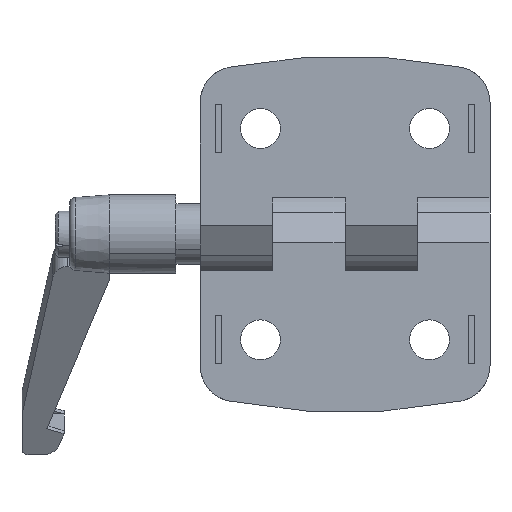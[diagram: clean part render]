
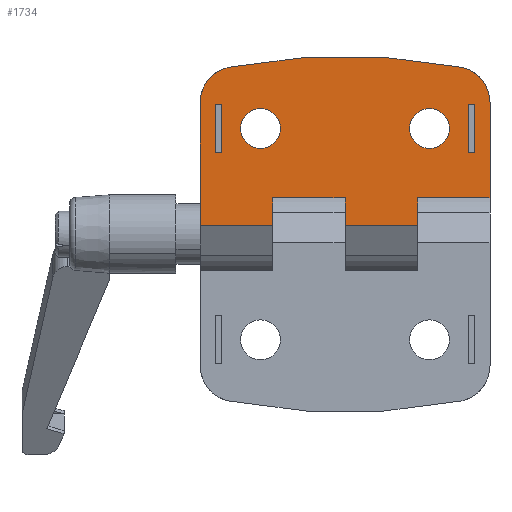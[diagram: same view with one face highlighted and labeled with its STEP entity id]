
A CAD part, left-side view. The second image highlights one B-rep face of the part: STEP entity #1734.
In plain terms, the highlighted planar face has unit normal (-1, 0, 0).
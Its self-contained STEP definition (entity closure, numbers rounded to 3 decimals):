
#537=CARTESIAN_POINT('',(0.,14.,17.5));
#538=DIRECTION('',(-1.,0.,0.));
#539=DIRECTION('',(0.,1.,0.));
#540=AXIS2_PLACEMENT_3D('',#537,#538,#539);
#545=CARTESIAN_POINT('',(0.,14.,17.5));
#546=DIRECTION('',(-1.,0.,0.));
#547=DIRECTION('',(0.,-1.,0.));
#548=AXIS2_PLACEMENT_3D('',#545,#546,#547);
#553=CARTESIAN_POINT('',(0.,-14.,17.5));
#554=DIRECTION('',(1.,0.,0.));
#555=DIRECTION('',(0.,-1.,0.));
#556=AXIS2_PLACEMENT_3D('',#553,#554,#555);
#561=CARTESIAN_POINT('',(0.,-14.,17.5));
#562=DIRECTION('',(1.,0.,0.));
#563=DIRECTION('',(0.,1.,0.));
#564=AXIS2_PLACEMENT_3D('',#561,#562,#563);
#569=DIRECTION('',(0.,0.,1.));
#570=VECTOR('',#569,4.585);
#571=CARTESIAN_POINT('',(0.,0.,1.415));
#572=LINE('',#571,#570);
#576=DIRECTION('',(0.,1.,0.));
#577=VECTOR('',#576,12.);
#578=CARTESIAN_POINT('',(0.,0.,6.));
#579=LINE('',#578,#577);
#583=DIRECTION('',(0.,0.,1.));
#584=VECTOR('',#583,4.585);
#585=CARTESIAN_POINT('',(0.,12.,1.415));
#586=LINE('',#585,#584);
#590=DIRECTION('',(0.,1.,0.));
#591=VECTOR('',#590,12.);
#592=CARTESIAN_POINT('',(0.,12.,1.415));
#593=LINE('',#592,#591);
#597=DIRECTION('',(0.,0.,1.));
#598=VECTOR('',#597,20.345);
#599=CARTESIAN_POINT('',(0.,24.,1.415));
#600=LINE('',#599,#598);
#604=CARTESIAN_POINT('',(0.,18.,21.761));
#605=DIRECTION('',(1.,0.,0.));
#606=DIRECTION('',(0.,1.,0.));
#607=AXIS2_PLACEMENT_3D('',#604,#605,#606);
#612=CARTESIAN_POINT('',(0.,0.,-70.5));
#613=DIRECTION('',(1.,0.,0.));
#614=DIRECTION('',(0.,0.191,0.981));
#615=AXIS2_PLACEMENT_3D('',#612,#613,#614);
#620=CARTESIAN_POINT('',(0.,-18.,21.761));
#621=DIRECTION('',(1.,0.,0.));
#622=DIRECTION('',(0.,-0.191,0.981));
#623=AXIS2_PLACEMENT_3D('',#620,#621,#622);
#628=DIRECTION('',(0.,0.,-1.));
#629=VECTOR('',#628,15.761);
#630=CARTESIAN_POINT('',(0.,-24.,21.761));
#631=LINE('',#630,#629);
#635=DIRECTION('',(0.,1.,0.));
#636=VECTOR('',#635,12.);
#637=CARTESIAN_POINT('',(0.,-24.,6.));
#638=LINE('',#637,#636);
#642=DIRECTION('',(0.,0.,1.));
#643=VECTOR('',#642,4.585);
#644=CARTESIAN_POINT('',(0.,-12.,1.415));
#645=LINE('',#644,#643);
#649=DIRECTION('',(0.,1.,0.));
#650=VECTOR('',#649,12.);
#651=CARTESIAN_POINT('',(0.,-12.,1.415));
#652=LINE('',#651,#650);
#656=DIRECTION('',(0.,0.,-1.));
#657=VECTOR('',#656,8.);
#658=CARTESIAN_POINT('',(0.,20.5,21.5));
#659=LINE('',#658,#657);
#663=DIRECTION('',(0.,-1.,0.));
#664=VECTOR('',#663,1.);
#665=CARTESIAN_POINT('',(0.,21.5,21.5));
#666=LINE('',#665,#664);
#670=DIRECTION('',(0.,0.,1.));
#671=VECTOR('',#670,8.);
#672=CARTESIAN_POINT('',(0.,21.5,13.5));
#673=LINE('',#672,#671);
#677=DIRECTION('',(0.,1.,0.));
#678=VECTOR('',#677,1.);
#679=CARTESIAN_POINT('',(0.,20.5,13.5));
#680=LINE('',#679,#678);
#684=DIRECTION('',(0.,-1.,0.));
#685=VECTOR('',#684,1.);
#686=CARTESIAN_POINT('',(0.,-20.5,21.5));
#687=LINE('',#686,#685);
#691=DIRECTION('',(0.,0.,1.));
#692=VECTOR('',#691,8.);
#693=CARTESIAN_POINT('',(0.,-20.5,13.5));
#694=LINE('',#693,#692);
#698=DIRECTION('',(0.,1.,0.));
#699=VECTOR('',#698,1.);
#700=CARTESIAN_POINT('',(0.,-21.5,13.5));
#701=LINE('',#700,#699);
#705=DIRECTION('',(0.,0.,-1.));
#706=VECTOR('',#705,8.);
#707=CARTESIAN_POINT('',(0.,-21.5,21.5));
#708=LINE('',#707,#706);
#1414=CARTESIAN_POINT('',(0.,-24.,21.761));
#1416=VERTEX_POINT('',#1414);
#1418=CARTESIAN_POINT('',(0.,24.,21.761));
#1420=VERTEX_POINT('',#1418);
#1422=CARTESIAN_POINT('',(0.,19.149,27.649));
#1423=VERTEX_POINT('',#1422);
#1424=CARTESIAN_POINT('',(0.,-19.149,27.649));
#1425=VERTEX_POINT('',#1424);
#1448=CARTESIAN_POINT('',(0.,17.3,17.5));
#1449=CARTESIAN_POINT('',(0.,10.7,17.5));
#1450=VERTEX_POINT('',#1448);
#1451=VERTEX_POINT('',#1449);
#1467=CARTESIAN_POINT('',(0.,-17.3,17.5));
#1468=CARTESIAN_POINT('',(0.,-10.7,17.5));
#1469=VERTEX_POINT('',#1467);
#1470=VERTEX_POINT('',#1468);
#1476=CARTESIAN_POINT('',(0.,24.,1.415));
#1477=VERTEX_POINT('',#1476);
#1483=CARTESIAN_POINT('',(0.,-24.,6.));
#1485=VERTEX_POINT('',#1483);
#1492=CARTESIAN_POINT('',(0.,-12.,1.415));
#1493=CARTESIAN_POINT('',(0.,-12.,6.));
#1494=VERTEX_POINT('',#1492);
#1495=VERTEX_POINT('',#1493);
#1508=CARTESIAN_POINT('',(0.,0.,1.415));
#1509=CARTESIAN_POINT('',(0.,0.,6.));
#1510=VERTEX_POINT('',#1508);
#1511=VERTEX_POINT('',#1509);
#1512=CARTESIAN_POINT('',(0.,12.,1.415));
#1513=CARTESIAN_POINT('',(0.,12.,6.));
#1514=VERTEX_POINT('',#1512);
#1515=VERTEX_POINT('',#1513);
#1548=CARTESIAN_POINT('',(0.,20.5,21.5));
#1549=CARTESIAN_POINT('',(0.,20.5,13.5));
#1550=VERTEX_POINT('',#1548);
#1551=VERTEX_POINT('',#1549);
#1552=CARTESIAN_POINT('',(0.,21.5,13.5));
#1553=VERTEX_POINT('',#1552);
#1554=CARTESIAN_POINT('',(0.,21.5,21.5));
#1555=VERTEX_POINT('',#1554);
#1564=CARTESIAN_POINT('',(0.,-20.5,21.5));
#1565=CARTESIAN_POINT('',(0.,-21.5,21.5));
#1566=VERTEX_POINT('',#1564);
#1567=VERTEX_POINT('',#1565);
#1568=CARTESIAN_POINT('',(0.,-21.5,13.5));
#1569=VERTEX_POINT('',#1568);
#1570=CARTESIAN_POINT('',(0.,-20.5,13.5));
#1571=VERTEX_POINT('',#1570);
#1675=CARTESIAN_POINT('',(0.,-24.,1.7));
#1676=DIRECTION('',(-1.,0.,0.));
#1677=DIRECTION('',(0.,0.,1.));
#1678=AXIS2_PLACEMENT_3D('',#1675,#1676,#1677);
#1679=PLANE('',#1678);
#1681=ORIENTED_EDGE('',*,*,#1680,.T.);
#1683=ORIENTED_EDGE('',*,*,#1682,.T.);
#1685=ORIENTED_EDGE('',*,*,#1684,.F.);
#1687=ORIENTED_EDGE('',*,*,#1686,.T.);
#1689=ORIENTED_EDGE('',*,*,#1688,.T.);
#1691=ORIENTED_EDGE('',*,*,#1690,.T.);
#1692=ORIENTED_EDGE('',*,*,#1668,.T.);
#1693=ORIENTED_EDGE('',*,*,#1636,.T.);
#1694=ORIENTED_EDGE('',*,*,#1579,.T.);
#1695=ORIENTED_EDGE('',*,*,#1600,.T.);
#1697=ORIENTED_EDGE('',*,*,#1696,.F.);
#1699=ORIENTED_EDGE('',*,*,#1698,.T.);
#1700=EDGE_LOOP('',(#1681,#1683,#1685,#1687,#1689,#1691,#1692,#1693,#1694,#1695,
#1697,#1699));
#1701=FACE_OUTER_BOUND('',#1700,.F.);
#1703=ORIENTED_EDGE('',*,*,#1702,.F.);
#1705=ORIENTED_EDGE('',*,*,#1704,.F.);
#1706=EDGE_LOOP('',(#1703,#1705));
#1707=FACE_BOUND('',#1706,.F.);
#1709=ORIENTED_EDGE('',*,*,#1708,.T.);
#1711=ORIENTED_EDGE('',*,*,#1710,.T.);
#1712=EDGE_LOOP('',(#1709,#1711));
#1713=FACE_BOUND('',#1712,.F.);
#1715=ORIENTED_EDGE('',*,*,#1714,.F.);
#1717=ORIENTED_EDGE('',*,*,#1716,.F.);
#1719=ORIENTED_EDGE('',*,*,#1718,.F.);
#1721=ORIENTED_EDGE('',*,*,#1720,.F.);
#1722=EDGE_LOOP('',(#1715,#1717,#1719,#1721));
#1723=FACE_BOUND('',#1722,.F.);
#1725=ORIENTED_EDGE('',*,*,#1724,.F.);
#1727=ORIENTED_EDGE('',*,*,#1726,.F.);
#1729=ORIENTED_EDGE('',*,*,#1728,.F.);
#1731=ORIENTED_EDGE('',*,*,#1730,.F.);
#1732=EDGE_LOOP('',(#1725,#1727,#1729,#1731));
#1733=FACE_BOUND('',#1732,.F.);
#541=CIRCLE('',#540,3.3);
#549=CIRCLE('',#548,3.3);
#557=CIRCLE('',#556,3.3);
#565=CIRCLE('',#564,3.3);
#608=CIRCLE('',#607,6.);
#616=CIRCLE('',#615,100.);
#624=CIRCLE('',#623,6.);
#1579=EDGE_CURVE('',#1416,#1485,#631,.T.);
#1600=EDGE_CURVE('',#1485,#1495,#638,.T.);
#1636=EDGE_CURVE('',#1425,#1416,#624,.T.);
#1668=EDGE_CURVE('',#1423,#1425,#616,.T.);
#1680=EDGE_CURVE('',#1510,#1511,#572,.T.);
#1682=EDGE_CURVE('',#1511,#1515,#579,.T.);
#1684=EDGE_CURVE('',#1514,#1515,#586,.T.);
#1686=EDGE_CURVE('',#1514,#1477,#593,.T.);
#1688=EDGE_CURVE('',#1477,#1420,#600,.T.);
#1690=EDGE_CURVE('',#1420,#1423,#608,.T.);
#1696=EDGE_CURVE('',#1494,#1495,#645,.T.);
#1698=EDGE_CURVE('',#1494,#1510,#652,.T.);
#1702=EDGE_CURVE('',#1469,#1470,#557,.T.);
#1704=EDGE_CURVE('',#1470,#1469,#565,.T.);
#1708=EDGE_CURVE('',#1450,#1451,#541,.T.);
#1710=EDGE_CURVE('',#1451,#1450,#549,.T.);
#1714=EDGE_CURVE('',#1550,#1551,#659,.T.);
#1716=EDGE_CURVE('',#1555,#1550,#666,.T.);
#1718=EDGE_CURVE('',#1553,#1555,#673,.T.);
#1720=EDGE_CURVE('',#1551,#1553,#680,.T.);
#1724=EDGE_CURVE('',#1566,#1567,#687,.T.);
#1726=EDGE_CURVE('',#1571,#1566,#694,.T.);
#1728=EDGE_CURVE('',#1569,#1571,#701,.T.);
#1730=EDGE_CURVE('',#1567,#1569,#708,.T.);
#1734=ADVANCED_FACE('',(#1701,#1707,#1713,#1723,#1733),#1679,.T.);
